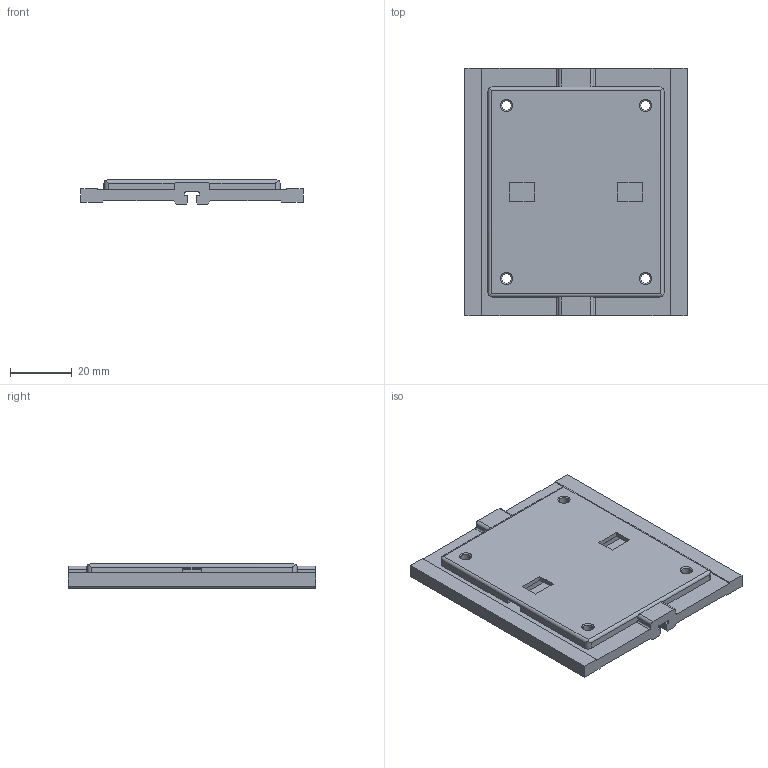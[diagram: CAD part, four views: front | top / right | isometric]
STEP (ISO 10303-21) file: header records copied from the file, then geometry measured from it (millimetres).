
FILE_DESCRIPTION(('STEP AP214'),'1');
FILE_NAME('NW_02_80_2.stp','2017-10-29T18:50:24',('igus GmbH'),(''),'Spatial InterOp 3D',' ',' ');
FILE_SCHEMA(('AUTOMOTIVE_DESIGN'));
Length unit declared in the file: millimetre
Products named in the file (1): 2017_10_29__19-50-24-724
Bounding box: 72 x 80 x 7.8 mm (x, y, z)
Volume: 33051.4 mm3; surface area: 15440.3 mm2
Topology: 1 solids, 1 shells, 116 faces, 314 edges, 204 vertices
Faces by surface type: plane 62, cylinder 38, cone 16
Entity records: 4736 total; most frequent: CARTESIAN_POINT 785, ORIENTED_EDGE 628, DIRECTION 620, EDGE_CURVE 314, LINE 218, VECTOR 218, VERTEX_POINT 204, AXIS2_PLACEMENT_3D 201
